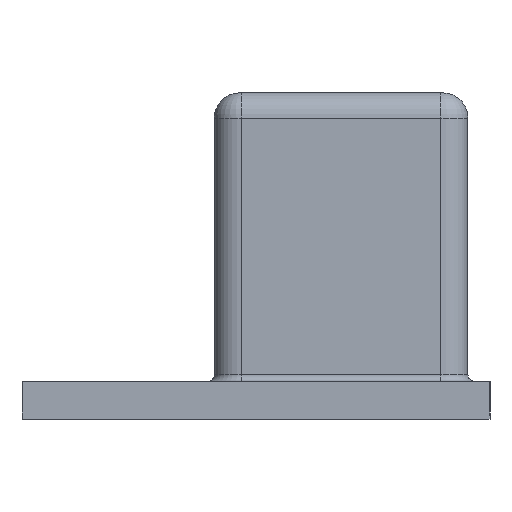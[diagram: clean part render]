
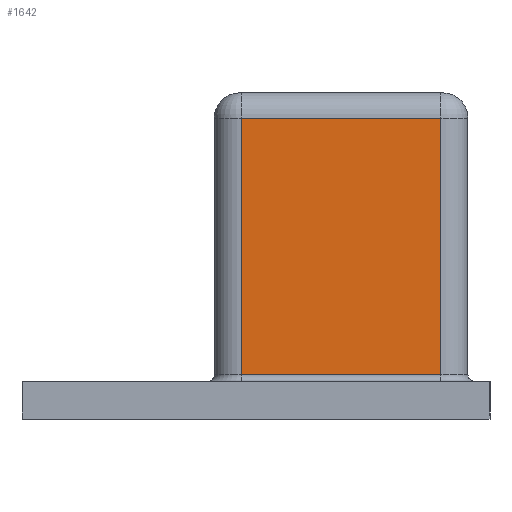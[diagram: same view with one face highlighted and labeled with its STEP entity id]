
A CAD part, front view. The second image highlights one B-rep face of the part: STEP entity #1642.
In plain terms, the highlighted planar face has unit normal (0, -1, 0).
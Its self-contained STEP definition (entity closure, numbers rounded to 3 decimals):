
#161 = DIRECTION ( 'NONE',  ( 1., 0., 0. ) ) ;
#255 = CARTESIAN_POINT ( 'NONE',  ( 35.115, -84.275, 3.25 ) ) ;
#416 = EDGE_CURVE ( 'NONE', #8409, #3408, #5114, .T. ) ;
#922 = LINE ( 'NONE', #7705, #8611 ) ;
#1301 = DIRECTION ( 'NONE',  ( 0., 0., -1. ) ) ;
#1329 = CARTESIAN_POINT ( 'NONE',  ( 27.235, -84.275, 3.25 ) ) ;
#1516 = AXIS2_PLACEMENT_3D ( 'NONE', #8549, #5875, #2508 ) ;
#1642 = ADVANCED_FACE ( 'NONE', ( #3178 ), #5257, .F. ) ;
#1682 = CARTESIAN_POINT ( 'NONE',  ( 27.235, -84.275, 13.4 ) ) ;
#1851 = VECTOR ( 'NONE', #1301, 1000. ) ;
#2408 = CARTESIAN_POINT ( 'NONE',  ( 35.115, -84.275, 14.4 ) ) ;
#2508 = DIRECTION ( 'NONE',  ( 0., 0., 1. ) ) ;
#2901 = VERTEX_POINT ( 'NONE', #1682 ) ;
#3178 = FACE_OUTER_BOUND ( 'NONE', #7862, .T. ) ;
#3408 = VERTEX_POINT ( 'NONE', #255 ) ;
#3687 = DIRECTION ( 'NONE',  ( -1., 0., 0. ) ) ;
#3744 = ORIENTED_EDGE ( 'NONE', *, *, #4472, .T. ) ;
#3887 = CARTESIAN_POINT ( 'NONE',  ( 35.115, -84.275, 13.4 ) ) ;
#3960 = EDGE_CURVE ( 'NONE', #2901, #8633, #6071, .T. ) ;
#4140 = LINE ( 'NONE', #1329, #8305 ) ;
#4472 = EDGE_CURVE ( 'NONE', #8409, #2901, #922, .T. ) ;
#4883 = ORIENTED_EDGE ( 'NONE', *, *, #416, .F. ) ;
#5114 = LINE ( 'NONE', #2408, #8610 ) ;
#5116 = CARTESIAN_POINT ( 'NONE',  ( 27.235, -84.275, 3.25 ) ) ;
#5257 = PLANE ( 'NONE',  #1516 ) ;
#5875 = DIRECTION ( 'NONE',  ( 0., 1., 0. ) ) ;
#6071 = LINE ( 'NONE', #8177, #1851 ) ;
#6960 = EDGE_CURVE ( 'NONE', #8633, #3408, #4140, .T. ) ;
#7166 = ORIENTED_EDGE ( 'NONE', *, *, #6960, .T. ) ;
#7231 = DIRECTION ( 'NONE',  ( 0., 0., -1. ) ) ;
#7705 = CARTESIAN_POINT ( 'NONE',  ( 27.235, -84.275, 13.4 ) ) ;
#7862 = EDGE_LOOP ( 'NONE', ( #8518, #7166, #4883, #3744 ) ) ;
#8177 = CARTESIAN_POINT ( 'NONE',  ( 27.235, -84.275, 14.4 ) ) ;
#8305 = VECTOR ( 'NONE', #161, 1000. ) ;
#8409 = VERTEX_POINT ( 'NONE', #3887 ) ;
#8518 = ORIENTED_EDGE ( 'NONE', *, *, #3960, .T. ) ;
#8549 = CARTESIAN_POINT ( 'NONE',  ( 27.235, -84.275, 14.4 ) ) ;
#8610 = VECTOR ( 'NONE', #7231, 1000. ) ;
#8611 = VECTOR ( 'NONE', #3687, 1000. ) ;
#8633 = VERTEX_POINT ( 'NONE', #5116 ) ;
